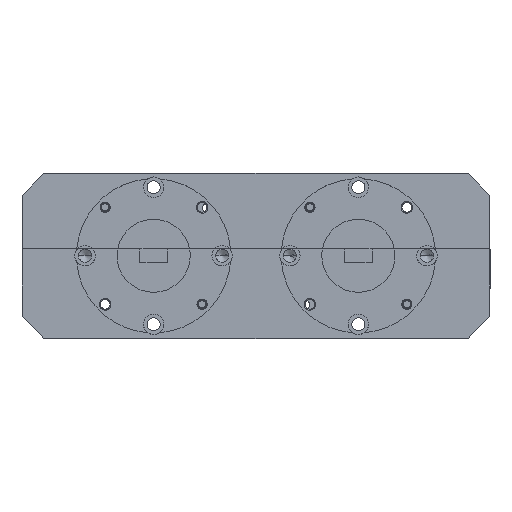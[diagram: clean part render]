
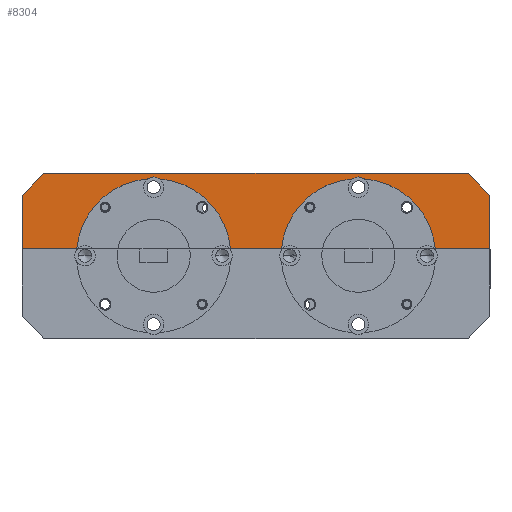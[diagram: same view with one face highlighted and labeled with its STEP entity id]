
A CAD part, top view. The second image highlights one B-rep face of the part: STEP entity #8304.
In plain terms, the highlighted planar face has unit normal (0, 0, 1).
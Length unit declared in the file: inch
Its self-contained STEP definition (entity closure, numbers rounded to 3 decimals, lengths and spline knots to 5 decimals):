
#247 = EDGE_CURVE ( 'NONE', #16467, #8419, #6530, .T. ) ;
#271 = CARTESIAN_POINT ( 'NONE',  ( -2.91086, 1.51241, 2.11818 ) ) ;
#328 = DIRECTION ( 'NONE',  ( 0., 0., 1. ) ) ;
#375 = CARTESIAN_POINT ( 'NONE',  ( -5.36166, 1.51241, 2.11818 ) ) ;
#554 = VERTEX_POINT ( 'NONE', #2753 ) ;
#571 = ORIENTED_EDGE ( 'NONE', *, *, #9917, .F. ) ;
#776 = ORIENTED_EDGE ( 'NONE', *, *, #19205, .F. ) ;
#1111 = DIRECTION ( 'NONE',  ( 0., 0., -1. ) ) ;
#1479 = VERTEX_POINT ( 'NONE', #7786 ) ;
#1506 = CARTESIAN_POINT ( 'NONE',  ( -4.83626, 1.93416, 2.11818 ) ) ;
#1552 = EDGE_CURVE ( 'NONE', #554, #19372, #15092, .T. ) ;
#1574 = VECTOR ( 'NONE', #12254, 39.37008 ) ;
#1659 = LINE ( 'NONE', #19850, #4596 ) ;
#1949 = DIRECTION ( 'NONE',  ( 0., 0., 1. ) ) ;
#2207 = CIRCLE ( 'NONE', #18069, 0.5275 ) ;
#2342 = CIRCLE ( 'NONE', #14457, 0.5275 ) ;
#2573 = CARTESIAN_POINT ( 'NONE',  ( -5.73626, 1.67241, 2.11818 ) ) ;
#2753 = CARTESIAN_POINT ( 'NONE',  ( -2.53626, 1.87791, 2.11818 ) ) ;
#2902 = VECTOR ( 'NONE', #11010, 39.37008 ) ;
#2994 = CARTESIAN_POINT ( 'NONE',  ( -5.73626, 1.51241, 2.11818 ) ) ;
#3004 = DIRECTION ( 'NONE',  ( 0., 0., 1. ) ) ;
#3147 = LINE ( 'NONE', #19486, #16477 ) ;
#3316 = ORIENTED_EDGE ( 'NONE', *, *, #19904, .T. ) ;
#3496 = DIRECTION ( 'NONE',  ( 1., 0., 0. ) ) ;
#3591 = VERTEX_POINT ( 'NONE', #5705 ) ;
#3722 = CIRCLE ( 'NONE', #9030, 0.5275 ) ;
#3731 = LINE ( 'NONE', #19401, #1574 ) ;
#4398 = EDGE_CURVE ( 'NONE', #3591, #16467, #1659, .T. ) ;
#4596 = VECTOR ( 'NONE', #18200, 39.37008 ) ;
#4720 = ORIENTED_EDGE ( 'NONE', *, *, #10087, .F. ) ;
#4928 = CARTESIAN_POINT ( 'NONE',  ( -3.4766, 1.99137, 2.11818 ) ) ;
#5341 = VERTEX_POINT ( 'NONE', #4928 ) ;
#5418 = DIRECTION ( 'NONE',  ( 1., 0., 0. ) ) ;
#5445 = CARTESIAN_POINT ( 'NONE',  ( -3.43626, 1.93416, 2.11818 ) ) ;
#5705 = CARTESIAN_POINT ( 'NONE',  ( -5.58626, 2.02791, 2.11818 ) ) ;
#6530 = LINE ( 'NONE', #2573, #19576 ) ;
#6593 = VECTOR ( 'NONE', #5418, 39.37008 ) ;
#6625 = DIRECTION ( 'NONE',  ( 0., 0., 1. ) ) ;
#7263 = ORIENTED_EDGE ( 'NONE', *, *, #9801, .F. ) ;
#7394 = DIRECTION ( 'NONE',  ( 1., 0., 0. ) ) ;
#7661 = LINE ( 'NONE', #17562, #21005 ) ;
#7750 = EDGE_CURVE ( 'NONE', #20674, #14282, #18393, .T. ) ;
#7786 = CARTESIAN_POINT ( 'NONE',  ( -4.31086, 1.51241, 2.11818 ) ) ;
#8304 = ADVANCED_FACE ( 'NONE', ( #13584 ), #20936, .F. ) ;
#8419 = VERTEX_POINT ( 'NONE', #2994 ) ;
#8576 = CARTESIAN_POINT ( 'NONE',  ( -3.43626, 1.46541, 2.11818 ) ) ;
#8654 = VERTEX_POINT ( 'NONE', #271 ) ;
#8658 = VECTOR ( 'NONE', #10624, 39.37008 ) ;
#8832 = AXIS2_PLACEMENT_3D ( 'NONE', #20562, #1949, #20796 ) ;
#9030 = AXIS2_PLACEMENT_3D ( 'NONE', #15155, #15084, #11936 ) ;
#9038 = DIRECTION ( 'NONE',  ( 1., 0., 0. ) ) ;
#9188 = VERTEX_POINT ( 'NONE', #15632 ) ;
#9371 = CARTESIAN_POINT ( 'NONE',  ( -5.73626, 1.87791, 2.11818 ) ) ;
#9801 = EDGE_CURVE ( 'NONE', #8654, #12114, #18871, .T. ) ;
#9861 = AXIS2_PLACEMENT_3D ( 'NONE', #1506, #3004, #13115 ) ;
#9917 = EDGE_CURVE ( 'NONE', #3591, #9188, #12736, .T. ) ;
#10087 = EDGE_CURVE ( 'NONE', #14282, #22069, #2342, .T. ) ;
#10624 = DIRECTION ( 'NONE',  ( 0., -1., 0. ) ) ;
#10756 = CARTESIAN_POINT ( 'NONE',  ( -2.53626, 1.67241, 2.11818 ) ) ;
#10875 = ORIENTED_EDGE ( 'NONE', *, *, #12104, .F. ) ;
#11010 = DIRECTION ( 'NONE',  ( 1., 0., 0. ) ) ;
#11679 = CARTESIAN_POINT ( 'NONE',  ( -4.83626, 1.46541, 2.11818 ) ) ;
#11710 = ORIENTED_EDGE ( 'NONE', *, *, #20053, .T. ) ;
#11936 = DIRECTION ( 'NONE',  ( 1., 0., 0. ) ) ;
#12104 = EDGE_CURVE ( 'NONE', #12114, #5341, #15056, .T. ) ;
#12114 = VERTEX_POINT ( 'NONE', #17523 ) ;
#12254 = DIRECTION ( 'NONE',  ( 1., 0., 0. ) ) ;
#12381 = ORIENTED_EDGE ( 'NONE', *, *, #12971, .F. ) ;
#12736 = LINE ( 'NONE', #19364, #2902 ) ;
#12843 = ORIENTED_EDGE ( 'NONE', *, *, #1552, .F. ) ;
#12909 = DIRECTION ( 'NONE',  ( 0., -1., 0. ) ) ;
#12971 = EDGE_CURVE ( 'NONE', #5341, #15693, #2207, .T. ) ;
#13115 = DIRECTION ( 'NONE',  ( 1., 0., 0. ) ) ;
#13386 = CARTESIAN_POINT ( 'NONE',  ( -3.96166, 1.51241, 2.11818 ) ) ;
#13584 = FACE_OUTER_BOUND ( 'NONE', #18516, .T. ) ;
#14071 = AXIS2_PLACEMENT_3D ( 'NONE', #5445, #15889, #7394 ) ;
#14282 = VERTEX_POINT ( 'NONE', #17934 ) ;
#14438 = ORIENTED_EDGE ( 'NONE', *, *, #20049, .T. ) ;
#14457 = AXIS2_PLACEMENT_3D ( 'NONE', #11679, #6625, #18390 ) ;
#14464 = CARTESIAN_POINT ( 'NONE',  ( -2.53626, 1.67241, 2.11818 ) ) ;
#14584 = ORIENTED_EDGE ( 'NONE', *, *, #247, .T. ) ;
#15056 = CIRCLE ( 'NONE', #14071, 0.07 ) ;
#15084 = DIRECTION ( 'NONE',  ( 0., 0., 1. ) ) ;
#15092 = LINE ( 'NONE', #10756, #8658 ) ;
#15155 = CARTESIAN_POINT ( 'NONE',  ( -4.83626, 1.46541, 2.11818 ) ) ;
#15422 = LINE ( 'NONE', #20917, #6593 ) ;
#15632 = CARTESIAN_POINT ( 'NONE',  ( -2.68626, 2.02791, 2.11818 ) ) ;
#15693 = VERTEX_POINT ( 'NONE', #13386 ) ;
#15889 = DIRECTION ( 'NONE',  ( 0., 0., 1. ) ) ;
#16205 = CARTESIAN_POINT ( 'NONE',  ( -4.79591, 1.99137, 2.11818 ) ) ;
#16250 = DIRECTION ( 'NONE',  ( -1., 0., 0. ) ) ;
#16278 = AXIS2_PLACEMENT_3D ( 'NONE', #14464, #1111, #16250 ) ;
#16467 = VERTEX_POINT ( 'NONE', #9371 ) ;
#16477 = VECTOR ( 'NONE', #9038, 39.37008 ) ;
#17107 = ORIENTED_EDGE ( 'NONE', *, *, #4398, .T. ) ;
#17523 = CARTESIAN_POINT ( 'NONE',  ( -3.39591, 1.99137, 2.11818 ) ) ;
#17562 = CARTESIAN_POINT ( 'NONE',  ( -2.68626, 2.02791, 2.11818 ) ) ;
#17934 = CARTESIAN_POINT ( 'NONE',  ( -4.8766, 1.99137, 2.11818 ) ) ;
#18069 = AXIS2_PLACEMENT_3D ( 'NONE', #8576, #328, #3496 ) ;
#18200 = DIRECTION ( 'NONE',  ( -0.707, -0.707, 0. ) ) ;
#18390 = DIRECTION ( 'NONE',  ( 1., 0., 0. ) ) ;
#18393 = CIRCLE ( 'NONE', #9861, 0.07 ) ;
#18440 = ORIENTED_EDGE ( 'NONE', *, *, #7750, .F. ) ;
#18516 = EDGE_LOOP ( 'NONE', ( #12381, #10875, #7263, #3316, #12843, #14438, #571, #17107, #14584, #18888, #4720, #18440, #776, #11710 ) ) ;
#18871 = CIRCLE ( 'NONE', #8832, 0.5275 ) ;
#18888 = ORIENTED_EDGE ( 'NONE', *, *, #18912, .T. ) ;
#18912 = EDGE_CURVE ( 'NONE', #8419, #22069, #3731, .T. ) ;
#19205 = EDGE_CURVE ( 'NONE', #1479, #20674, #3722, .T. ) ;
#19267 = DIRECTION ( 'NONE',  ( -0.707, 0.707, 0. ) ) ;
#19364 = CARTESIAN_POINT ( 'NONE',  ( -2.53626, 2.02791, 2.11818 ) ) ;
#19372 = VERTEX_POINT ( 'NONE', #20569 ) ;
#19401 = CARTESIAN_POINT ( 'NONE',  ( -2.53626, 1.51241, 2.11818 ) ) ;
#19486 = CARTESIAN_POINT ( 'NONE',  ( -2.53626, 1.51241, 2.11818 ) ) ;
#19576 = VECTOR ( 'NONE', #12909, 39.37008 ) ;
#19850 = CARTESIAN_POINT ( 'NONE',  ( -5.58626, 2.02791, 2.11818 ) ) ;
#19904 = EDGE_CURVE ( 'NONE', #8654, #19372, #15422, .T. ) ;
#20049 = EDGE_CURVE ( 'NONE', #554, #9188, #7661, .T. ) ;
#20053 = EDGE_CURVE ( 'NONE', #1479, #15693, #3147, .T. ) ;
#20562 = CARTESIAN_POINT ( 'NONE',  ( -3.43626, 1.46541, 2.11818 ) ) ;
#20569 = CARTESIAN_POINT ( 'NONE',  ( -2.53626, 1.51241, 2.11818 ) ) ;
#20674 = VERTEX_POINT ( 'NONE', #16205 ) ;
#20796 = DIRECTION ( 'NONE',  ( 1., 0., 0. ) ) ;
#20917 = CARTESIAN_POINT ( 'NONE',  ( -2.53626, 1.51241, 2.11818 ) ) ;
#20936 = PLANE ( 'NONE',  #16278 ) ;
#21005 = VECTOR ( 'NONE', #19267, 39.37008 ) ;
#22069 = VERTEX_POINT ( 'NONE', #375 ) ;
